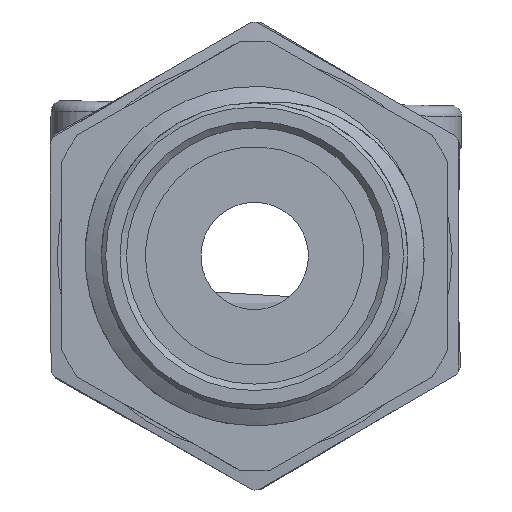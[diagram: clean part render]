
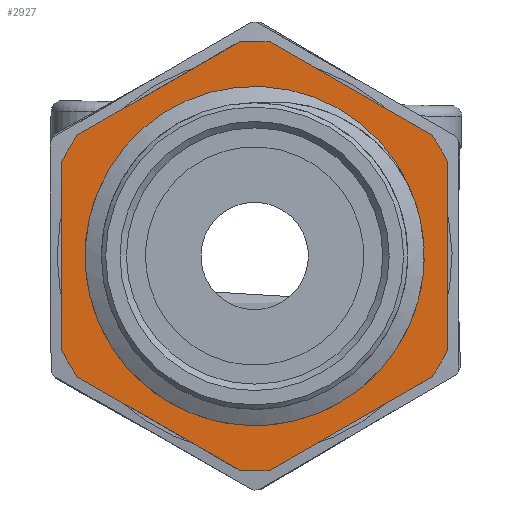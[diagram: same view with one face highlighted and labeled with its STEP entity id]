
A CAD part, left-side view. The second image highlights one B-rep face of the part: STEP entity #2927.
In plain terms, the highlighted planar face has unit normal (-1, 0, 0).
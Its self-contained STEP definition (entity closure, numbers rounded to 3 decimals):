
#188=FACE_BOUND('',#664,.T.);
#189=FACE_BOUND('',#665,.T.);
#340=PLANE('',#3182);
#664=EDGE_LOOP('',(#2384));
#665=EDGE_LOOP('',(#2385,#2386,#2387,#2388,#2389,#2390,#2391,#2392,#2393,
#2394,#2395,#2396));
#873=LINE('',#8574,#1054);
#876=LINE('',#8585,#1057);
#879=LINE('',#8596,#1060);
#882=LINE('',#8607,#1063);
#885=LINE('',#8618,#1066);
#888=LINE('',#8629,#1069);
#1054=VECTOR('',#3696,8.718);
#1057=VECTOR('',#3701,8.718);
#1060=VECTOR('',#3706,8.718);
#1063=VECTOR('',#3711,8.718);
#1066=VECTOR('',#3716,8.718);
#1069=VECTOR('',#3721,8.718);
#1193=CIRCLE('',#3152,7.139);
#1197=CIRCLE('',#3166,10.);
#1198=CIRCLE('',#3168,10.);
#1200=CIRCLE('',#3171,10.);
#1203=CIRCLE('',#3175,10.);
#1205=CIRCLE('',#3178,10.);
#1206=CIRCLE('',#3180,10.);
#1391=VERTEX_POINT('',#8562);
#1394=VERTEX_POINT('',#8572);
#1395=VERTEX_POINT('',#8573);
#1398=VERTEX_POINT('',#8583);
#1399=VERTEX_POINT('',#8584);
#1402=VERTEX_POINT('',#8594);
#1403=VERTEX_POINT('',#8595);
#1406=VERTEX_POINT('',#8605);
#1407=VERTEX_POINT('',#8606);
#1410=VERTEX_POINT('',#8616);
#1411=VERTEX_POINT('',#8617);
#1414=VERTEX_POINT('',#8627);
#1415=VERTEX_POINT('',#8628);
#1737=EDGE_CURVE('',#1391,#1391,#1193,.T.);
#1740=EDGE_CURVE('',#1394,#1395,#873,.T.);
#1744=EDGE_CURVE('',#1398,#1399,#876,.T.);
#1748=EDGE_CURVE('',#1402,#1403,#879,.T.);
#1752=EDGE_CURVE('',#1406,#1407,#882,.T.);
#1756=EDGE_CURVE('',#1410,#1411,#885,.T.);
#1760=EDGE_CURVE('',#1414,#1415,#888,.T.);
#1765=EDGE_CURVE('',#1414,#1407,#1197,.T.);
#1766=EDGE_CURVE('',#1406,#1411,#1198,.T.);
#1768=EDGE_CURVE('',#1402,#1415,#1200,.T.);
#1771=EDGE_CURVE('',#1410,#1399,#1203,.T.);
#1773=EDGE_CURVE('',#1398,#1395,#1205,.T.);
#1774=EDGE_CURVE('',#1394,#1403,#1206,.T.);
#2384=ORIENTED_EDGE('',*,*,#1737,.T.);
#2385=ORIENTED_EDGE('',*,*,#1740,.T.);
#2386=ORIENTED_EDGE('',*,*,#1773,.F.);
#2387=ORIENTED_EDGE('',*,*,#1744,.T.);
#2388=ORIENTED_EDGE('',*,*,#1771,.F.);
#2389=ORIENTED_EDGE('',*,*,#1756,.T.);
#2390=ORIENTED_EDGE('',*,*,#1766,.F.);
#2391=ORIENTED_EDGE('',*,*,#1752,.T.);
#2392=ORIENTED_EDGE('',*,*,#1765,.F.);
#2393=ORIENTED_EDGE('',*,*,#1760,.T.);
#2394=ORIENTED_EDGE('',*,*,#1768,.F.);
#2395=ORIENTED_EDGE('',*,*,#1748,.T.);
#2396=ORIENTED_EDGE('',*,*,#1774,.F.);
#2927=ADVANCED_FACE('',(#188,#189),#340,.T.);
#3152=AXIS2_PLACEMENT_3D('',#8563,#3682,#3683);
#3166=AXIS2_PLACEMENT_3D('',#8639,#3728,#3729);
#3168=AXIS2_PLACEMENT_3D('',#8641,#3732,#3733);
#3171=AXIS2_PLACEMENT_3D('',#8644,#3738,#3739);
#3175=AXIS2_PLACEMENT_3D('',#8648,#3746,#3747);
#3178=AXIS2_PLACEMENT_3D('',#8651,#3752,#3753);
#3180=AXIS2_PLACEMENT_3D('',#8653,#3756,#3757);
#3182=AXIS2_PLACEMENT_3D('',#8655,#3760,#3761);
#3682=DIRECTION('center_axis',(1.,0.,0.));
#3683=DIRECTION('ref_axis',(0.,0.,-1.));
#3696=DIRECTION('',(0.,0.,-1.));
#3701=DIRECTION('',(0.,-0.866,-0.5));
#3706=DIRECTION('',(0.,0.866,-0.5));
#3711=DIRECTION('',(0.,0.,1.));
#3716=DIRECTION('',(0.,-0.866,0.5));
#3721=DIRECTION('',(0.,0.866,0.5));
#3728=DIRECTION('center_axis',(1.,0.,0.));
#3729=DIRECTION('ref_axis',(0.,0.,-1.));
#3732=DIRECTION('center_axis',(1.,0.,0.));
#3733=DIRECTION('ref_axis',(0.,0.,-1.));
#3738=DIRECTION('center_axis',(1.,0.,0.));
#3739=DIRECTION('ref_axis',(0.,0.,-1.));
#3746=DIRECTION('center_axis',(1.,0.,0.));
#3747=DIRECTION('ref_axis',(0.,0.,-1.));
#3752=DIRECTION('center_axis',(1.,0.,0.));
#3753=DIRECTION('ref_axis',(0.,0.,-1.));
#3756=DIRECTION('center_axis',(1.,0.,0.));
#3757=DIRECTION('ref_axis',(0.,0.,-1.));
#3760=DIRECTION('center_axis',(-1.,0.,0.));
#3761=DIRECTION('ref_axis',(0.,0.,1.));
#8562=CARTESIAN_POINT('',(-10.54,7.139,0.));
#8563=CARTESIAN_POINT('Origin',(-10.54,0.,0.));
#8572=CARTESIAN_POINT('',(-10.54,9.,4.359));
#8573=CARTESIAN_POINT('',(-10.54,9.,-4.359));
#8574=CARTESIAN_POINT('',(-10.54,9.,2.179));
#8583=CARTESIAN_POINT('',(-10.54,8.275,-5.615));
#8584=CARTESIAN_POINT('',(-10.54,0.725,-9.974));
#8585=CARTESIAN_POINT('',(-10.54,10.137,-4.539));
#8594=CARTESIAN_POINT('',(-10.54,0.725,9.974));
#8595=CARTESIAN_POINT('',(-10.54,8.275,5.615));
#8596=CARTESIAN_POINT('',(-10.54,6.363,6.719));
#8605=CARTESIAN_POINT('',(-10.54,-9.,-4.359));
#8606=CARTESIAN_POINT('',(-10.54,-9.,4.359));
#8607=CARTESIAN_POINT('',(-10.54,-9.,-2.179));
#8616=CARTESIAN_POINT('',(-10.54,-0.725,-9.974));
#8617=CARTESIAN_POINT('',(-10.54,-8.275,-5.615));
#8618=CARTESIAN_POINT('',(-10.54,1.137,-11.049));
#8627=CARTESIAN_POINT('',(-10.54,-8.275,5.615));
#8628=CARTESIAN_POINT('',(-10.54,-0.725,9.974));
#8629=CARTESIAN_POINT('',(-10.54,-2.637,8.87));
#8639=CARTESIAN_POINT('Origin',(-10.54,0.,0.));
#8641=CARTESIAN_POINT('Origin',(-10.54,0.,0.));
#8644=CARTESIAN_POINT('Origin',(-10.54,0.,0.));
#8648=CARTESIAN_POINT('Origin',(-10.54,0.,0.));
#8651=CARTESIAN_POINT('Origin',(-10.54,0.,0.));
#8653=CARTESIAN_POINT('Origin',(-10.54,0.,0.));
#8655=CARTESIAN_POINT('Origin',(-10.54,10.,0.));
